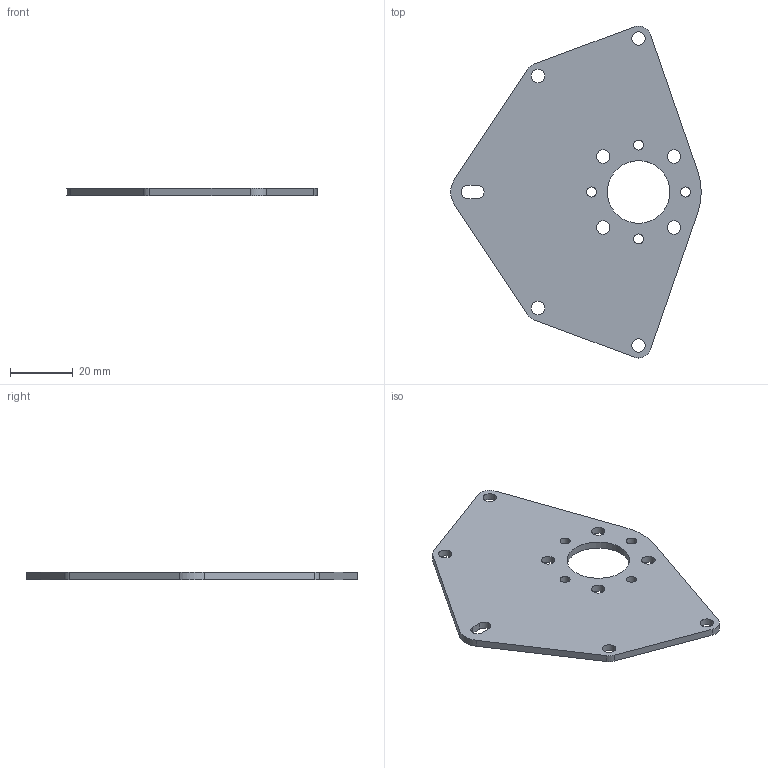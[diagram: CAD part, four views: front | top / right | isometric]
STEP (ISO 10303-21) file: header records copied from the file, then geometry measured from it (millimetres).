
FILE_DESCRIPTION(/* description */ (''),/* implementation_level */ '2;1');
FILE_NAME(/* name */ 'steel_plate7.stp',/* time_stamp */ '2021-08-16T09:26:06+09:00',/* author */ ('yuta0'),/* organization */ (''),/* preprocessor_version */ 'ST-DEVELOPER v18.1',/* originating_system */ 'Autodesk Inventor 2021',/* authorisation */ '');
FILE_SCHEMA (('AUTOMOTIVE_DESIGN { 1 0 10303 214 3 1 1 }'));
Length unit declared in the file: millimetre
Products named in the file (1): steel_plate7
Bounding box: 79.98 x 105.99 x 2.3 mm (x, y, z)
Volume: 11717.4 mm3; surface area: 11375.5 mm2
Topology: 1 solids, 1 shells, 31 faces, 112 edges, 83 vertices
Faces by surface type: cylinder 21, plane 10
Full cylindrical faces by diameter (mm): 3.2 x4, 4.3 x8, 20 x1
Entity records: 1370 total; most frequent: DIRECTION 243, CARTESIAN_POINT 227, ORIENTED_EDGE 224, EDGE_CURVE 112, AXIS2_PLACEMENT_3D 99, VERTEX_POINT 83, CIRCLE 67, EDGE_LOOP 59
